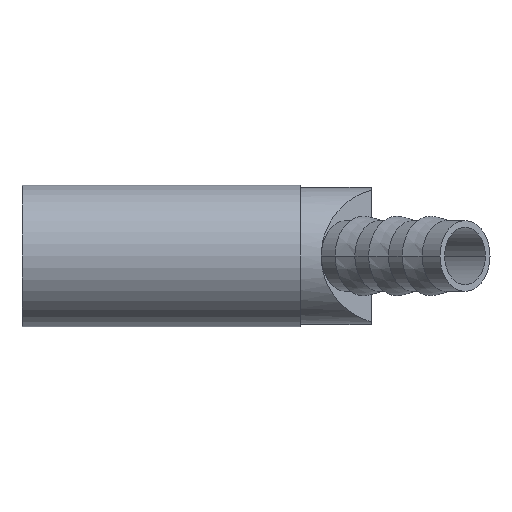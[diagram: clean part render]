
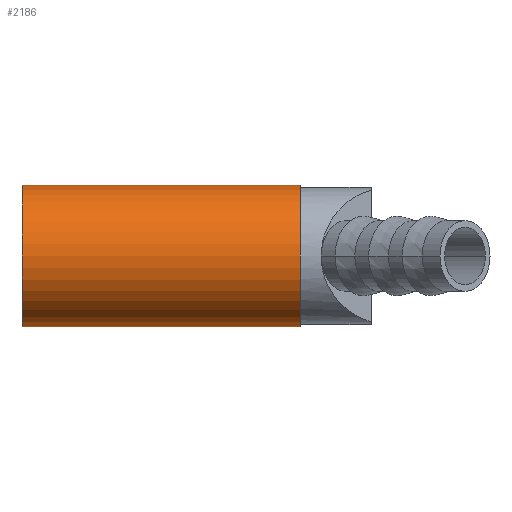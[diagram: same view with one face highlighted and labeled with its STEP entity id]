
A CAD part, front view. The second image highlights one B-rep face of the part: STEP entity #2186.
In plain terms, the highlighted cylindrical face has radius 16 mm (diameter 32 mm), a partial arc.
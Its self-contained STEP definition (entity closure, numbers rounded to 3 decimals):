
#155 = CARTESIAN_POINT ( 'NONE',  ( 63., 0., 16. ) ) ;
#983 = DIRECTION ( 'NONE',  ( 0., 0., 1. ) ) ;
#1213 = ORIENTED_EDGE ( 'NONE', *, *, #4014, .F. ) ;
#1400 = VECTOR ( 'NONE', #4935, 1000. ) ;
#1599 = CARTESIAN_POINT ( 'NONE',  ( 0., 0., 16. ) ) ;
#1799 = DIRECTION ( 'NONE',  ( 0., 0., 1. ) ) ;
#1931 = AXIS2_PLACEMENT_3D ( 'NONE', #5994, #6037, #2896 ) ;
#2186 = ADVANCED_FACE ( 'NONE', ( #5157 ), #5407, .T. ) ;
#2451 = VERTEX_POINT ( 'NONE', #155 ) ;
#2876 = AXIS2_PLACEMENT_3D ( 'NONE', #8172, #5778, #1799 ) ;
#2896 = DIRECTION ( 'NONE',  ( 0., 0., 1. ) ) ;
#3244 = EDGE_CURVE ( 'NONE', #7475, #2451, #3275, .T. ) ;
#3275 = CIRCLE ( 'NONE', #2876, 16. ) ;
#3303 = EDGE_CURVE ( 'NONE', #2451, #4101, #8087, .T. ) ;
#3535 = DIRECTION ( 'NONE',  ( -1., 0., 0. ) ) ;
#3847 = VERTEX_POINT ( 'NONE', #7807 ) ;
#4014 = EDGE_CURVE ( 'NONE', #3847, #4101, #5144, .T. ) ;
#4101 = VERTEX_POINT ( 'NONE', #4299 ) ;
#4299 = CARTESIAN_POINT ( 'NONE',  ( 0., 0., 16. ) ) ;
#4935 = DIRECTION ( 'NONE',  ( -1., 0., 0. ) ) ;
#5144 = CIRCLE ( 'NONE', #7289, 16. ) ;
#5157 = FACE_OUTER_BOUND ( 'NONE', #5524, .T. ) ;
#5344 = LINE ( 'NONE', #7265, #6932 ) ;
#5407 = CYLINDRICAL_SURFACE ( 'NONE', #1931, 16. ) ;
#5459 = CARTESIAN_POINT ( 'NONE',  ( 0., 0., 0. ) ) ;
#5503 = DIRECTION ( 'NONE',  ( -1., 0., 0. ) ) ;
#5524 = EDGE_LOOP ( 'NONE', ( #8002, #7851, #8162, #1213 ) ) ;
#5778 = DIRECTION ( 'NONE',  ( -1., 0., 0. ) ) ;
#5994 = CARTESIAN_POINT ( 'NONE',  ( 0., 0., 0. ) ) ;
#6037 = DIRECTION ( 'NONE',  ( -1., 0., 0. ) ) ;
#6744 = EDGE_CURVE ( 'NONE', #7475, #3847, #5344, .T. ) ;
#6932 = VECTOR ( 'NONE', #5503, 1000. ) ;
#7006 = CARTESIAN_POINT ( 'NONE',  ( 63., 0., -16. ) ) ;
#7265 = CARTESIAN_POINT ( 'NONE',  ( 0., 0., -16. ) ) ;
#7289 = AXIS2_PLACEMENT_3D ( 'NONE', #5459, #3535, #983 ) ;
#7475 = VERTEX_POINT ( 'NONE', #7006 ) ;
#7807 = CARTESIAN_POINT ( 'NONE',  ( 0., 0., -16. ) ) ;
#7851 = ORIENTED_EDGE ( 'NONE', *, *, #3244, .T. ) ;
#8002 = ORIENTED_EDGE ( 'NONE', *, *, #6744, .F. ) ;
#8087 = LINE ( 'NONE', #1599, #1400 ) ;
#8162 = ORIENTED_EDGE ( 'NONE', *, *, #3303, .T. ) ;
#8172 = CARTESIAN_POINT ( 'NONE',  ( 63., 0., 0. ) ) ;
